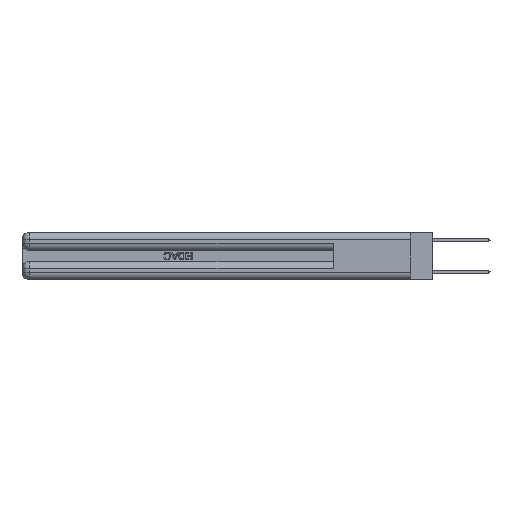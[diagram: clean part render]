
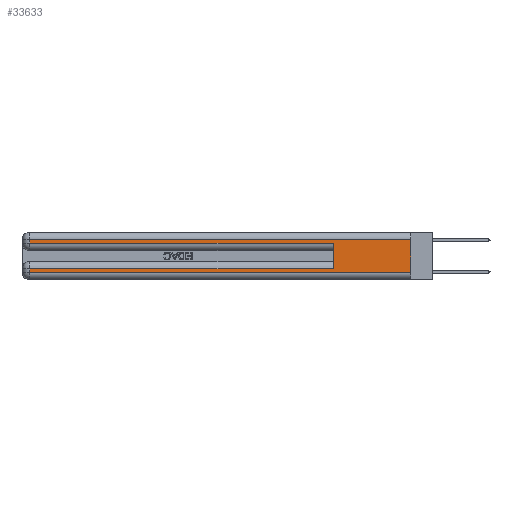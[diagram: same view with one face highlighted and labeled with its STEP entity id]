
A CAD part, left-side view. The second image highlights one B-rep face of the part: STEP entity #33633.
In plain terms, the highlighted planar face has unit normal (-1, 0, 0).
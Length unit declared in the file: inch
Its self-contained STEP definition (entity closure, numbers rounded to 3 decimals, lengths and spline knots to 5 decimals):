
#211 = PLANE ( 'NONE',  #24191 ) ;
#234 = CARTESIAN_POINT ( 'NONE',  ( 0., 0.6, 0.285 ) ) ;
#328 = ORIENTED_EDGE ( 'NONE', *, *, #3874, .T. ) ;
#474 = DIRECTION ( 'NONE',  ( 0., 0., -1. ) ) ;
#708 = LINE ( 'NONE', #2895, #13613 ) ;
#1851 = DIRECTION ( 'NONE',  ( 0., -1., 0. ) ) ;
#2644 = EDGE_CURVE ( 'NONE', #20298, #12631, #17757, .T. ) ;
#2895 = CARTESIAN_POINT ( 'NONE',  ( 0., 2.94, 0.37 ) ) ;
#3719 = VERTEX_POINT ( 'NONE', #11181 ) ;
#3861 = VECTOR ( 'NONE', #7129, 39.37008 ) ;
#3874 = EDGE_CURVE ( 'NONE', #12631, #32545, #33348, .T. ) ;
#3948 = VERTEX_POINT ( 'NONE', #234 ) ;
#4114 = LINE ( 'NONE', #18198, #8504 ) ;
#4701 = CARTESIAN_POINT ( 'NONE',  ( 0., 0., 0.37 ) ) ;
#4761 = EDGE_CURVE ( 'NONE', #32545, #3948, #4114, .T. ) ;
#6268 = DIRECTION ( 'NONE',  ( 0., 0., -1. ) ) ;
#6406 = VERTEX_POINT ( 'NONE', #11984 ) ;
#6762 = CARTESIAN_POINT ( 'NONE',  ( 0., 0.6, 0.145 ) ) ;
#6847 = VECTOR ( 'NONE', #29929, 39.37008 ) ;
#7129 = DIRECTION ( 'NONE',  ( 0., 0., 1. ) ) ;
#8504 = VECTOR ( 'NONE', #12822, 39.37008 ) ;
#8643 = LINE ( 'NONE', #16702, #6847 ) ;
#9042 = ORIENTED_EDGE ( 'NONE', *, *, #18467, .T. ) ;
#11181 = CARTESIAN_POINT ( 'NONE',  ( 0., 0., 0.06 ) ) ;
#11984 = CARTESIAN_POINT ( 'NONE',  ( 0., 2.94, 0.06 ) ) ;
#12631 = VERTEX_POINT ( 'NONE', #30173 ) ;
#12822 = DIRECTION ( 'NONE',  ( 0., -1., 0. ) ) ;
#12934 = VERTEX_POINT ( 'NONE', #18016 ) ;
#13613 = VECTOR ( 'NONE', #27842, 39.37008 ) ;
#13620 = CARTESIAN_POINT ( 'NONE',  ( 0., 0., 0.31 ) ) ;
#13823 = EDGE_CURVE ( 'NONE', #12934, #3948, #14617, .T. ) ;
#14279 = FACE_OUTER_BOUND ( 'NONE', #31199, .T. ) ;
#14460 = VECTOR ( 'NONE', #23931, 39.37008 ) ;
#14617 = LINE ( 'NONE', #6762, #3861 ) ;
#15071 = EDGE_CURVE ( 'NONE', #24585, #6406, #708, .T. ) ;
#16702 = CARTESIAN_POINT ( 'NONE',  ( 0., 0., 0.085 ) ) ;
#16806 = DIRECTION ( 'NONE',  ( 1., 0., 0. ) ) ;
#17757 = LINE ( 'NONE', #18449, #27023 ) ;
#17797 = ORIENTED_EDGE ( 'NONE', *, *, #33316, .T. ) ;
#18016 = CARTESIAN_POINT ( 'NONE',  ( 0., 0.6, 0.085 ) ) ;
#18095 = ORIENTED_EDGE ( 'NONE', *, *, #2644, .T. ) ;
#18198 = CARTESIAN_POINT ( 'NONE',  ( 0., 0., 0.285 ) ) ;
#18246 = LINE ( 'NONE', #4701, #14460 ) ;
#18449 = CARTESIAN_POINT ( 'NONE',  ( 0., 0., 0.31 ) ) ;
#18467 = EDGE_CURVE ( 'NONE', #12934, #24585, #8643, .T. ) ;
#19253 = ORIENTED_EDGE ( 'NONE', *, *, #25292, .F. ) ;
#20298 = VERTEX_POINT ( 'NONE', #13620 ) ;
#20487 = ORIENTED_EDGE ( 'NONE', *, *, #15071, .T. ) ;
#20580 = LINE ( 'NONE', #31489, #24136 ) ;
#23931 = DIRECTION ( 'NONE',  ( 0., 0., -1. ) ) ;
#24136 = VECTOR ( 'NONE', #1851, 39.37008 ) ;
#24191 = AXIS2_PLACEMENT_3D ( 'NONE', #30380, #16806, #6268 ) ;
#24585 = VERTEX_POINT ( 'NONE', #28270 ) ;
#25292 = EDGE_CURVE ( 'NONE', #20298, #3719, #18246, .T. ) ;
#25562 = VECTOR ( 'NONE', #474, 39.37008 ) ;
#27023 = VECTOR ( 'NONE', #34183, 39.37008 ) ;
#27090 = CARTESIAN_POINT ( 'NONE',  ( 0., 2.94, 0.285 ) ) ;
#27339 = ORIENTED_EDGE ( 'NONE', *, *, #4761, .T. ) ;
#27842 = DIRECTION ( 'NONE',  ( 0., 0., -1. ) ) ;
#28270 = CARTESIAN_POINT ( 'NONE',  ( 0., 2.94, 0.085 ) ) ;
#29929 = DIRECTION ( 'NONE',  ( 0., 1., 0. ) ) ;
#30173 = CARTESIAN_POINT ( 'NONE',  ( 0., 2.94, 0.31 ) ) ;
#30380 = CARTESIAN_POINT ( 'NONE',  ( 0., 0., 0.37 ) ) ;
#31199 = EDGE_LOOP ( 'NONE', ( #19253, #18095, #328, #27339, #31402, #9042, #20487, #17797 ) ) ;
#31402 = ORIENTED_EDGE ( 'NONE', *, *, #13823, .F. ) ;
#31489 = CARTESIAN_POINT ( 'NONE',  ( 0., 0., 0.06 ) ) ;
#32545 = VERTEX_POINT ( 'NONE', #27090 ) ;
#33179 = CARTESIAN_POINT ( 'NONE',  ( 0., 2.94, 0.37 ) ) ;
#33316 = EDGE_CURVE ( 'NONE', #6406, #3719, #20580, .T. ) ;
#33348 = LINE ( 'NONE', #33179, #25562 ) ;
#33633 = ADVANCED_FACE ( 'NONE', ( #14279 ), #211, .F. ) ;
#34183 = DIRECTION ( 'NONE',  ( 0., 1., 0. ) ) ;
